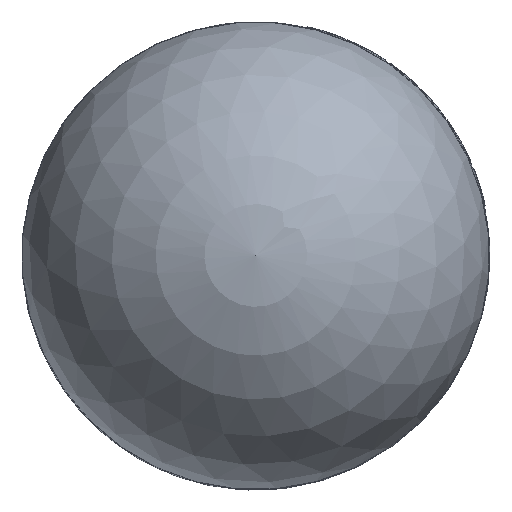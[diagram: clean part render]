
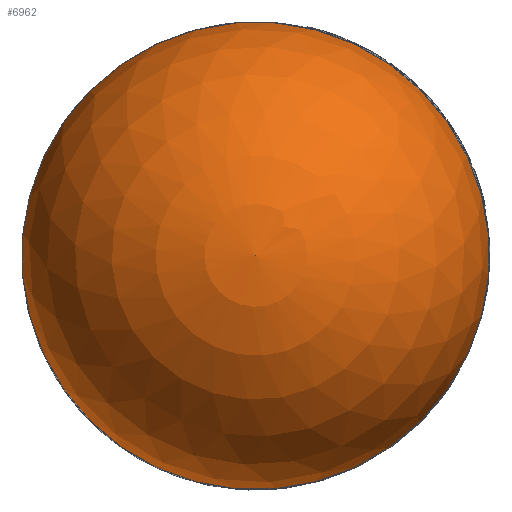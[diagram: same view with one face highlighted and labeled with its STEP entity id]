
A CAD part, top view. The second image highlights one B-rep face of the part: STEP entity #6962.
In plain terms, the highlighted spherical face has radius 27.45 mm.
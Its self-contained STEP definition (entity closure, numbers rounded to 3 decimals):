
#430=SPHERICAL_SURFACE('',#7354,27.45);
#432=FACE_OUTER_BOUND('',#800,.T.);
#800=EDGE_LOOP('',(#4380,#4381,#4382,#4383,#4384));
#1190=CIRCLE('',#7355,27.445);
#1191=CIRCLE('',#7356,27.445);
#1192=CIRCLE('',#7357,27.45);
#1193=CIRCLE('',#7358,27.445);
#2588=VERTEX_POINT('',#9378);
#2589=VERTEX_POINT('',#9379);
#2590=VERTEX_POINT('',#9381);
#2591=VERTEX_POINT('',#9383);
#3294=EDGE_CURVE('',#2588,#2589,#1190,.T.);
#3295=EDGE_CURVE('',#2590,#2588,#1191,.T.);
#3296=EDGE_CURVE('',#2591,#2590,#1192,.T.);
#3297=EDGE_CURVE('',#2589,#2590,#1193,.T.);
#4380=ORIENTED_EDGE('',*,*,#3294,.F.);
#4381=ORIENTED_EDGE('',*,*,#3295,.F.);
#4382=ORIENTED_EDGE('',*,*,#3296,.F.);
#4383=ORIENTED_EDGE('',*,*,#3296,.T.);
#4384=ORIENTED_EDGE('',*,*,#3297,.F.);
#6962=ADVANCED_FACE('',(#432),#430,.T.);
#7354=AXIS2_PLACEMENT_3D('',#9377,#7843,#7844);
#7355=AXIS2_PLACEMENT_3D('',#9380,#7845,#7846);
#7356=AXIS2_PLACEMENT_3D('',#9382,#7847,#7848);
#7357=AXIS2_PLACEMENT_3D('',#9384,#7849,#7850);
#7358=AXIS2_PLACEMENT_3D('',#9385,#7851,#7852);
#7843=DIRECTION('center_axis',(0.,0.,
1.));
#7844=DIRECTION('ref_axis',(-0.707,-0.707,0.));
#7845=DIRECTION('center_axis',(0.,0.,
-1.));
#7846=DIRECTION('ref_axis',(-0.707,-0.707,0.));
#7847=DIRECTION('center_axis',(0.,0.,
-1.));
#7848=DIRECTION('ref_axis',(-0.707,-0.707,0.));
#7849=DIRECTION('center_axis',(-0.707,0.707,0.));
#7850=DIRECTION('ref_axis',(0.707,0.707,0.));
#7851=DIRECTION('center_axis',(0.,0.,
-1.));
#7852=DIRECTION('ref_axis',(-0.707,-0.707,0.));
#9377=CARTESIAN_POINT('Origin',(0.1,-0.101,43.5));
#9378=CARTESIAN_POINT('',(19.507,-19.508,43.999));
#9379=CARTESIAN_POINT('',(-19.307,19.306,43.999));
#9380=CARTESIAN_POINT('Origin',(0.1,-0.101,43.999));
#9381=CARTESIAN_POINT('',(19.507,19.306,43.999));
#9382=CARTESIAN_POINT('Origin',(0.1,-0.101,43.999));
#9383=CARTESIAN_POINT('',(0.1,-0.101,70.95));
#9384=CARTESIAN_POINT('Origin',(0.1,-0.101,43.5));
#9385=CARTESIAN_POINT('Origin',(0.1,-0.101,43.999));
